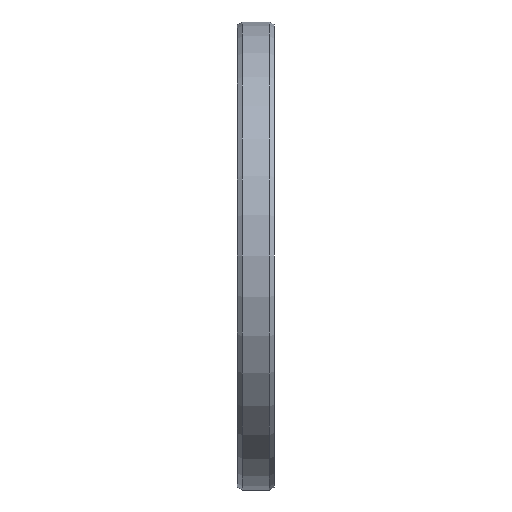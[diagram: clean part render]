
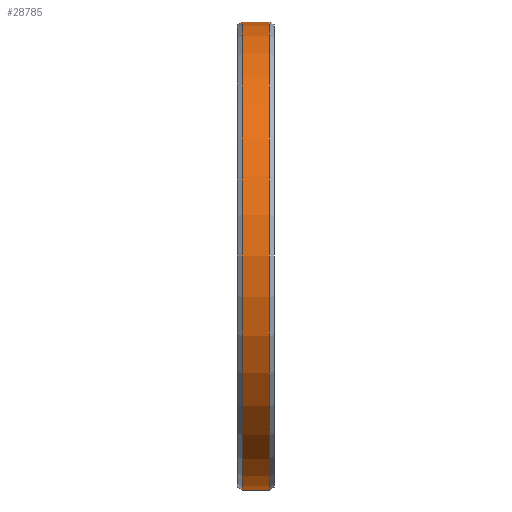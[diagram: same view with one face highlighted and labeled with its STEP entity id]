
A CAD part, left-side view. The second image highlights one B-rep face of the part: STEP entity #28785.
In plain terms, the highlighted cylindrical face has radius 95 mm (diameter 190 mm), a partial arc.
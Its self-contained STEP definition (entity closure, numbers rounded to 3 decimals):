
#27815=CARTESIAN_POINT('',(0.,-5.5,0.));
#27816=DIRECTION('',(0.,1.,0.));
#27817=DIRECTION('',(0.,0.,-1.));
#27818=AXIS2_PLACEMENT_3D('',#27815,#27816,#27817);
#27823=DIRECTION('',(0.,1.,0.));
#27824=VECTOR('',#27823,11.);
#27825=CARTESIAN_POINT('',(0.,-5.5,-95.));
#27826=LINE('',#27825,#27824);
#27838=DIRECTION('',(0.,1.,0.));
#27839=VECTOR('',#27838,11.);
#27840=CARTESIAN_POINT('',(0.,-5.5,95.));
#27841=LINE('',#27840,#27839);
#27867=CARTESIAN_POINT('',(0.,5.5,0.));
#27868=DIRECTION('',(0.,1.,0.));
#27869=DIRECTION('',(0.,0.,-1.));
#27870=AXIS2_PLACEMENT_3D('',#27867,#27868,#27869);
#28646=CARTESIAN_POINT('',(0.,-5.5,-95.));
#28648=VERTEX_POINT('',#28646);
#28649=CARTESIAN_POINT('',(0.,5.5,-95.));
#28650=VERTEX_POINT('',#28649);
#28658=CARTESIAN_POINT('',(0.,-5.5,95.));
#28660=VERTEX_POINT('',#28658);
#28661=CARTESIAN_POINT('',(0.,5.5,95.));
#28662=VERTEX_POINT('',#28661);
#28771=CARTESIAN_POINT('',(0.,-8.25,0.));
#28772=DIRECTION('',(0.,1.,0.));
#28773=DIRECTION('',(0.,0.,-1.));
#28774=AXIS2_PLACEMENT_3D('',#28771,#28772,#28773);
#28775=CYLINDRICAL_SURFACE('',#28774,95.);
#28777=ORIENTED_EDGE('',*,*,#28776,.T.);
#28779=ORIENTED_EDGE('',*,*,#28778,.T.);
#28781=ORIENTED_EDGE('',*,*,#28780,.F.);
#28782=ORIENTED_EDGE('',*,*,#28756,.F.);
#28783=EDGE_LOOP('',(#28777,#28779,#28781,#28782));
#28784=FACE_OUTER_BOUND('',#28783,.F.);
#27819=CIRCLE('',#27818,95.);
#27871=CIRCLE('',#27870,95.);
#28756=EDGE_CURVE('',#28648,#28660,#27819,.T.);
#28776=EDGE_CURVE('',#28648,#28650,#27826,.T.);
#28778=EDGE_CURVE('',#28650,#28662,#27871,.T.);
#28780=EDGE_CURVE('',#28660,#28662,#27841,.T.);
#28785=ADVANCED_FACE('',(#28784),#28775,.T.);
